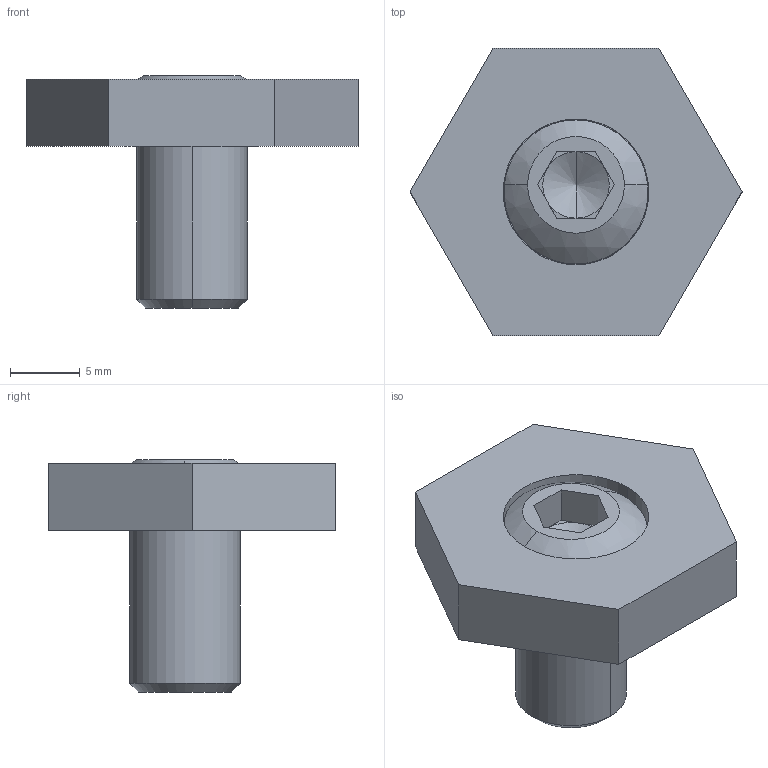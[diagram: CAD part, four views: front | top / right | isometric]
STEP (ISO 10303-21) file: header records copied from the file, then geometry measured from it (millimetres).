
FILE_DESCRIPTION (( 'STEP AP214' ), '1' );
FILE_NAME ('SW3dPS-10205.step', '2009-08-19T20:43:45', ( 'SysAdmin' ), ( 'SolidWorks' ), 'SwSTEP 2.0', 'SolidWorks 2009', '' );
FILE_SCHEMA (( 'AUTOMOTIVE_DESIGN' ));
Length unit declared in the file: millimetre
Products named in the file (3): SW3dPS-10205; SW3dPS-10205_10369; SW3dPS-10205_10205
Assembly tree (2 placements, depth 2):
  SW3dPS-10205
    SW3dPS-10205_10205
    SW3dPS-10205_10369
Bounding box: 23.83 x 20.64 x 16.66 mm (x, y, z)
Volume: 2254.2 mm3; surface area: 1721 mm2
Topology: 2 solids, 2 shells, 38 faces, 86 edges, 53 vertices
Faces by surface type: plane 24, cylinder 8, cone 4, sphere 2
Entity records: 1222 total; most frequent: CARTESIAN_POINT 254, DIRECTION 192, ORIENTED_EDGE 168, EDGE_CURVE 84, AXIS2_PLACEMENT_3D 69, LINE 54, VECTOR 54, VERTEX_POINT 53
